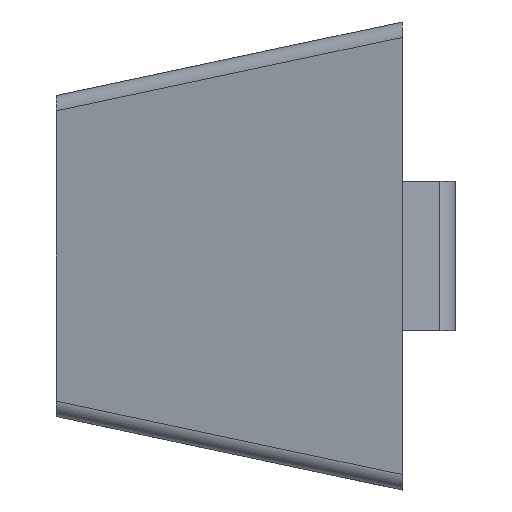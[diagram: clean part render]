
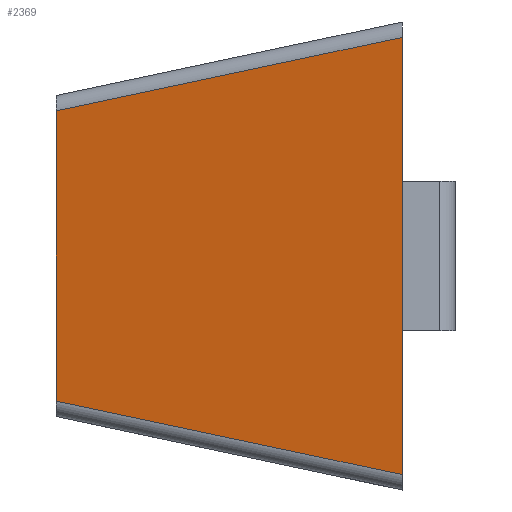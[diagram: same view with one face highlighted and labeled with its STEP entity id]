
A CAD part, left-side view. The second image highlights one B-rep face of the part: STEP entity #2369.
In plain terms, the highlighted planar face has unit normal (-0.978, 0.208, 0).
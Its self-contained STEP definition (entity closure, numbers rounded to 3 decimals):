
#258=FACE_OUTER_BOUND('',#386,.T.);
#386=EDGE_LOOP('',(#2088,#2089,#2090,#2091));
#617=LINE('',#3961,#867);
#622=LINE('',#3978,#872);
#623=LINE('',#3981,#873);
#624=LINE('',#3982,#874);
#867=VECTOR('',#2887,10.);
#872=VECTOR('',#2902,10.);
#873=VECTOR('',#2905,10.);
#874=VECTOR('',#2906,10.);
#1124=VERTEX_POINT('',#3957);
#1126=VERTEX_POINT('',#3960);
#1133=VERTEX_POINT('',#3976);
#1134=VERTEX_POINT('',#3980);
#1456=EDGE_CURVE('',#1126,#1124,#617,.T.);
#1465=EDGE_CURVE('',#1133,#1124,#622,.T.);
#1466=EDGE_CURVE('',#1133,#1134,#623,.T.);
#1467=EDGE_CURVE('',#1126,#1134,#624,.T.);
#2088=ORIENTED_EDGE('',*,*,#1465,.F.);
#2089=ORIENTED_EDGE('',*,*,#1466,.T.);
#2090=ORIENTED_EDGE('',*,*,#1467,.F.);
#2091=ORIENTED_EDGE('',*,*,#1456,.T.);
#2254=PLANE('',#2487);
#2369=ADVANCED_FACE('',(#258),#2254,.T.);
#2487=AXIS2_PLACEMENT_3D('',#3979,#2903,#2904);
#2887=DIRECTION('',(0.,0.,-1.));
#2902=DIRECTION('',(0.204,0.958,0.204));
#2903=DIRECTION('center_axis',(-0.978,0.208,0.));
#2904=DIRECTION('ref_axis',(0.,0.,1.));
#2905=DIRECTION('',(0.,0.,1.));
#2906=DIRECTION('',(-0.204,-0.958,0.204));
#3957=CARTESIAN_POINT('',(-100.435,45.,-18.479));
#3960=CARTESIAN_POINT('',(-100.435,45.,18.479));
#3961=CARTESIAN_POINT('',(-100.435,45.,30.));
#3976=CARTESIAN_POINT('',(-109.787,1.,-27.831));
#3978=CARTESIAN_POINT('',(-108.838,5.467,-26.882));
#3979=CARTESIAN_POINT('Origin',(-110.,0.,30.));
#3980=CARTESIAN_POINT('',(-109.787,1.,27.831));
#3981=CARTESIAN_POINT('',(-109.787,1.,14.671));
#3982=CARTESIAN_POINT('',(-105.523,21.062,23.567));
